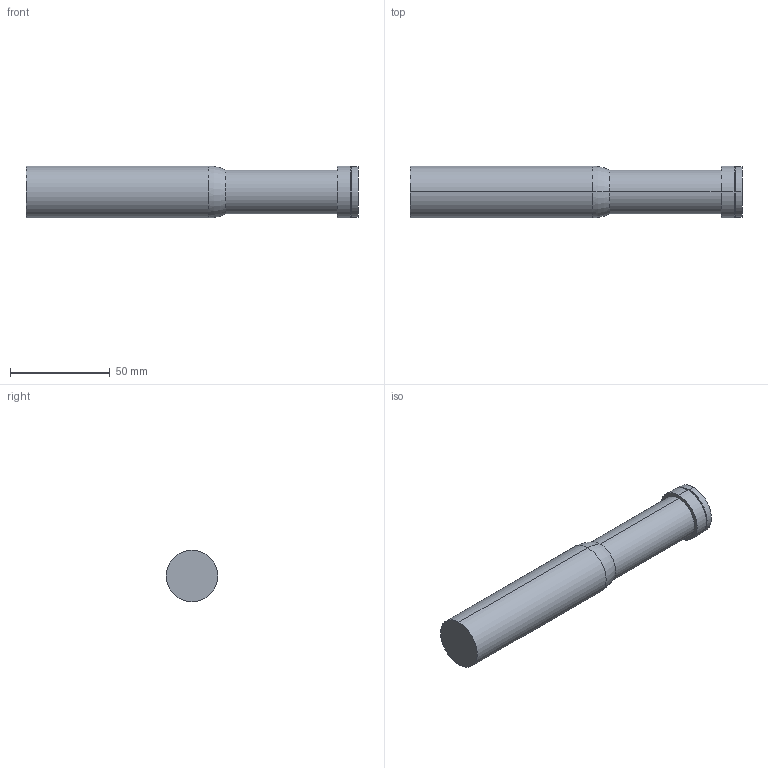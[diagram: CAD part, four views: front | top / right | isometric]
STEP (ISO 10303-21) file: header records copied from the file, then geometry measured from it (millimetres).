
FILE_DESCRIPTION (( 'STEP AP203' ), '1' );
FILE_NAME ('WWH05-510AT.STEP', '2023-04-24T02:41:49', ( '' ), ( '' ), 'SwSTEP 2.0', 'SolidWorks 2017', '' );
FILE_SCHEMA (( 'CONFIG_CONTROL_DESIGN' ));
Length unit declared in the file: millimetre
Products named in the file (1): WWH05-510AT
Bounding box: 166.2 x 26 x 26 mm (x, y, z)
Volume: 79269.3 mm3; surface area: 14143 mm2
Topology: 1 solids, 1 shells, 17 faces, 32 edges, 20 vertices
Faces by surface type: cylinder 10, plane 5, torus 2
Entity records: 513 total; most frequent: DIRECTION 90, CARTESIAN_POINT 70, ORIENTED_EDGE 64, AXIS2_PLACEMENT_3D 40, EDGE_CURVE 32, CIRCLE 22, VERTEX_POINT 20, EDGE_LOOP 20
